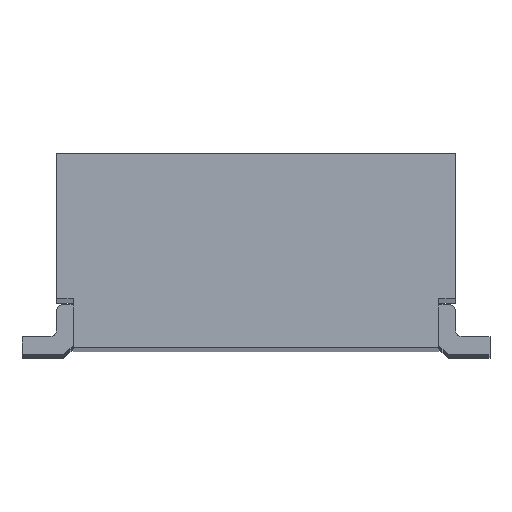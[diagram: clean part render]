
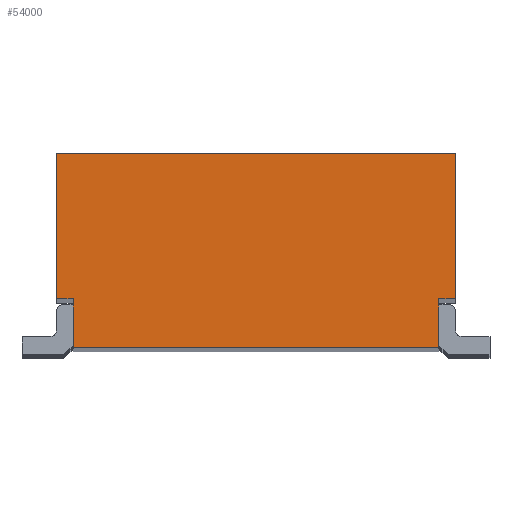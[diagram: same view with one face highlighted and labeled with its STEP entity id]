
A CAD part, top view. The second image highlights one B-rep face of the part: STEP entity #54000.
In plain terms, the highlighted planar face has unit normal (0, 0, 1).
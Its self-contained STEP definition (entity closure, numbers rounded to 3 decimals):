
#27900=CARTESIAN_POINT('',(0.,0.,
5.185));
#27910=DIRECTION('',(-1.,0.,0.));
#27920=VECTOR('',#27910,1.);
#27930=LINE('',#27900,#27920);
#27940=CARTESIAN_POINT('',(1.32,0.,5.185));
#27950=VERTEX_POINT('',#27940);
#27960=CARTESIAN_POINT('',(-1.32,0.,5.185));
#27970=VERTEX_POINT('',#27960);
#27980=EDGE_CURVE('',#27950,#27970,#27930,.T.);
#33340=CARTESIAN_POINT('',(1.32,0.35,5.185));
#33350=VERTEX_POINT('',#33340);
#33380=CARTESIAN_POINT('',(1.32,0.35,5.185));
#33390=DIRECTION('',(1.,0.,0.));
#33400=VECTOR('',#33390,1.);
#33410=LINE('',#33380,#33400);
#33420=CARTESIAN_POINT('',(1.44,0.35,5.185));
#33430=VERTEX_POINT('',#33420);
#33440=EDGE_CURVE('',#33350,#33430,#33410,.T.);
#33860=CARTESIAN_POINT('',(1.32,0.,5.185));
#33870=DIRECTION('',(0.,1.,-0.));
#33880=VECTOR('',#33870,1.);
#33890=LINE('',#33860,#33880);
#33900=EDGE_CURVE('',#27950,#33350,#33890,.T.);
#49660=CARTESIAN_POINT('',(-1.32,0.35,5.185));
#49670=DIRECTION('',(-1.,0.,0.));
#49680=VECTOR('',#49670,1.);
#49690=LINE('',#49660,#49680);
#49700=CARTESIAN_POINT('',(-1.32,0.35,5.185));
#49710=VERTEX_POINT('',#49700);
#49720=CARTESIAN_POINT('',(-1.44,0.35,5.185));
#49730=VERTEX_POINT('',#49720);
#49740=EDGE_CURVE('',#49710,#49730,#49690,.T.);
#52440=CARTESIAN_POINT('',(-1.44,1.4,5.185));
#52450=VERTEX_POINT('',#52440);
#52620=CARTESIAN_POINT('',(1.44,1.4,5.185));
#52630=VERTEX_POINT('',#52620);
#52660=CARTESIAN_POINT('',(0.,1.4,5.185));
#52670=DIRECTION('',(1.,0.,0.));
#52680=VECTOR('',#52670,1.);
#52690=LINE('',#52660,#52680);
#52700=EDGE_CURVE('',#52450,#52630,#52690,.T.);
#52960=CARTESIAN_POINT('',(1.44,0.35,5.185));
#52970=DIRECTION('',(0.,1.,0.));
#52980=VECTOR('',#52970,1.);
#52990=LINE('',#52960,#52980);
#53000=EDGE_CURVE('',#33430,#52630,#52990,.T.);
#53750=CARTESIAN_POINT('',(-0.67,0.788,5.185));
#53760=DIRECTION('',(0.,0.,-1.));
#53770=DIRECTION('',(-1.,0.,0.));
#53780=AXIS2_PLACEMENT_3D('',#53750,#53760,#53770);
#53790=PLANE('',#53780);
#53800=ORIENTED_EDGE('',*,*,#49740,.F.);
#53810=CARTESIAN_POINT('',(-1.44,0.35,5.185));
#53820=DIRECTION('',(0.,1.,0.));
#53830=VECTOR('',#53820,1.);
#53840=LINE('',#53810,#53830);
#53850=EDGE_CURVE('',#49730,#52450,#53840,.T.);
#53860=ORIENTED_EDGE('',*,*,#53850,.F.);
#53870=ORIENTED_EDGE('',*,*,#52700,.F.);
#53880=ORIENTED_EDGE('',*,*,#53000,.T.);
#53890=ORIENTED_EDGE('',*,*,#33440,.T.);
#53900=ORIENTED_EDGE('',*,*,#33900,.T.);
#53910=ORIENTED_EDGE('',*,*,#27980,.F.);
#53920=CARTESIAN_POINT('',(-1.32,0.,5.185));
#53930=DIRECTION('',(0.,1.,0.));
#53940=VECTOR('',#53930,1.);
#53950=LINE('',#53920,#53940);
#53960=EDGE_CURVE('',#27970,#49710,#53950,.T.);
#53970=ORIENTED_EDGE('',*,*,#53960,.F.);
#53980=EDGE_LOOP('',(#53970,#53910,#53900,#53890,#53880,#53870,#53860,
#53800));
#53990=FACE_OUTER_BOUND('',#53980,.T.);
#54000=ADVANCED_FACE('',(#53990),#53790,.F.);
